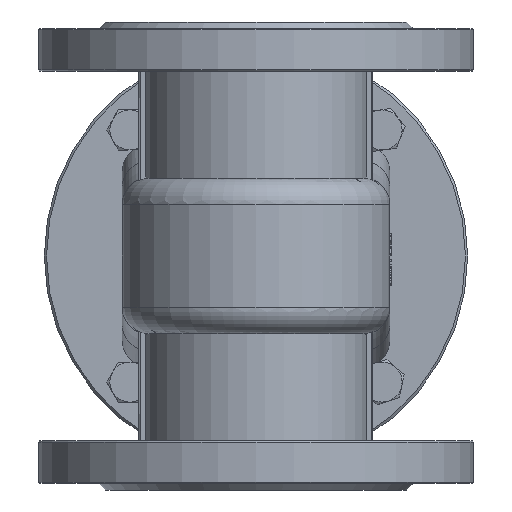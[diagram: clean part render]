
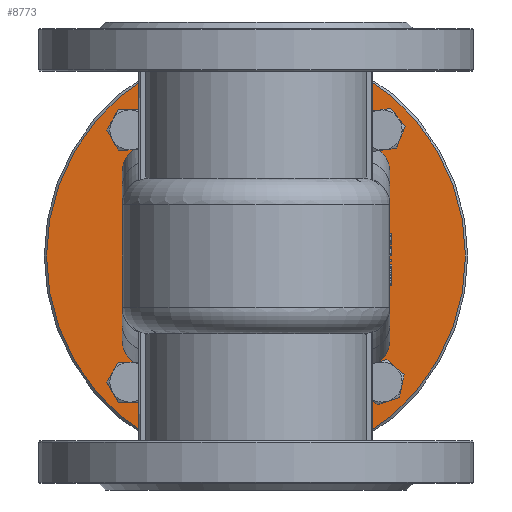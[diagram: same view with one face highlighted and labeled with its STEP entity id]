
A CAD part, front view. The second image highlights one B-rep face of the part: STEP entity #8773.
In plain terms, the highlighted planar face has unit normal (0, -1, 0).
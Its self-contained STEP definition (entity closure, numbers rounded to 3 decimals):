
#184=ELLIPSE('',#9724,12.369,12.);
#185=ELLIPSE('',#9725,12.369,12.);
#186=ELLIPSE('',#9726,12.369,12.);
#187=ELLIPSE('',#9727,12.369,12.);
#254=FACE_BOUND('',#2636,.T.);
#255=FACE_BOUND('',#2637,.T.);
#256=FACE_BOUND('',#2638,.T.);
#257=FACE_BOUND('',#2639,.T.);
#258=FACE_BOUND('',#2640,.T.);
#385=PLANE('',#9719);
#781=LINE('',#14789,#1375);
#782=LINE('',#14793,#1376);
#783=LINE('',#14797,#1377);
#784=LINE('',#14801,#1378);
#1375=VECTOR('',#11500,10.);
#1376=VECTOR('',#11503,10.);
#1377=VECTOR('',#11506,10.);
#1378=VECTOR('',#11509,10.);
#2097=FACE_OUTER_BOUND('',#2635,.T.);
#2635=EDGE_LOOP('',(#6846));
#2636=EDGE_LOOP('',(#6847));
#2637=EDGE_LOOP('',(#6848));
#2638=EDGE_LOOP('',(#6849));
#2639=EDGE_LOOP('',(#6850));
#2640=EDGE_LOOP('',(#6851,#6852,#6853,#6854,#6855,#6856,#6857,#6858));
#3369=CIRCLE('',#9718,94.);
#3370=CIRCLE('',#9720,6.);
#3371=CIRCLE('',#9721,6.);
#3372=CIRCLE('',#9722,6.);
#3373=CIRCLE('',#9723,6.);
#3934=VERTEX_POINT('',#14775);
#3935=VERTEX_POINT('',#14779);
#3936=VERTEX_POINT('',#14781);
#3937=VERTEX_POINT('',#14783);
#3938=VERTEX_POINT('',#14785);
#3939=VERTEX_POINT('',#14787);
#3940=VERTEX_POINT('',#14788);
#3941=VERTEX_POINT('',#14790);
#3942=VERTEX_POINT('',#14792);
#3943=VERTEX_POINT('',#14794);
#3944=VERTEX_POINT('',#14796);
#3945=VERTEX_POINT('',#14798);
#3946=VERTEX_POINT('',#14800);
#4952=EDGE_CURVE('',#3934,#3934,#3369,.T.);
#4953=EDGE_CURVE('',#3935,#3935,#3370,.T.);
#4954=EDGE_CURVE('',#3936,#3936,#3371,.T.);
#4955=EDGE_CURVE('',#3937,#3937,#3372,.T.);
#4956=EDGE_CURVE('',#3938,#3938,#3373,.T.);
#4957=EDGE_CURVE('',#3939,#3940,#781,.T.);
#4958=EDGE_CURVE('',#3940,#3941,#184,.T.);
#4959=EDGE_CURVE('',#3942,#3941,#782,.T.);
#4960=EDGE_CURVE('',#3943,#3942,#185,.T.);
#4961=EDGE_CURVE('',#3944,#3943,#783,.T.);
#4962=EDGE_CURVE('',#3945,#3944,#186,.T.);
#4963=EDGE_CURVE('',#3946,#3945,#784,.T.);
#4964=EDGE_CURVE('',#3946,#3939,#187,.T.);
#6846=ORIENTED_EDGE('',*,*,#4952,.F.);
#6847=ORIENTED_EDGE('',*,*,#4953,.F.);
#6848=ORIENTED_EDGE('',*,*,#4954,.F.);
#6849=ORIENTED_EDGE('',*,*,#4955,.F.);
#6850=ORIENTED_EDGE('',*,*,#4956,.F.);
#6851=ORIENTED_EDGE('',*,*,#4957,.T.);
#6852=ORIENTED_EDGE('',*,*,#4958,.T.);
#6853=ORIENTED_EDGE('',*,*,#4959,.F.);
#6854=ORIENTED_EDGE('',*,*,#4960,.F.);
#6855=ORIENTED_EDGE('',*,*,#4961,.F.);
#6856=ORIENTED_EDGE('',*,*,#4962,.F.);
#6857=ORIENTED_EDGE('',*,*,#4963,.F.);
#6858=ORIENTED_EDGE('',*,*,#4964,.T.);
#8773=ADVANCED_FACE('',(#2097,#254,#255,#256,#257,#258),#385,.F.);
#9718=AXIS2_PLACEMENT_3D('',#14777,#11488,#11489);
#9719=AXIS2_PLACEMENT_3D('',#14778,#11490,#11491);
#9720=AXIS2_PLACEMENT_3D('',#14780,#11492,#11493);
#9721=AXIS2_PLACEMENT_3D('',#14782,#11494,#11495);
#9722=AXIS2_PLACEMENT_3D('',#14784,#11496,#11497);
#9723=AXIS2_PLACEMENT_3D('',#14786,#11498,#11499);
#9724=AXIS2_PLACEMENT_3D('',#14791,#11501,#11502);
#9725=AXIS2_PLACEMENT_3D('',#14795,#11504,#11505);
#9726=AXIS2_PLACEMENT_3D('',#14799,#11507,#11508);
#9727=AXIS2_PLACEMENT_3D('',#14802,#11510,#11511);
#11488=DIRECTION('center_axis',(0.,1.,0.));
#11489=DIRECTION('ref_axis',(-1.,0.,0.));
#11490=DIRECTION('center_axis',(0.,1.,0.));
#11491=DIRECTION('ref_axis',(0.,0.,1.));
#11492=DIRECTION('center_axis',(0.,-1.,0.));
#11493=DIRECTION('ref_axis',(-1.,0.,0.));
#11494=DIRECTION('center_axis',(0.,-1.,0.));
#11495=DIRECTION('ref_axis',(-1.,0.,0.));
#11496=DIRECTION('center_axis',(0.,-1.,0.));
#11497=DIRECTION('ref_axis',(-1.,0.,0.));
#11498=DIRECTION('center_axis',(0.,-1.,0.));
#11499=DIRECTION('ref_axis',(-1.,0.,0.));
#11500=DIRECTION('',(1.,0.,0.));
#11501=DIRECTION('center_axis',(0.,1.,0.));
#11502=DIRECTION('ref_axis',(0.,0.,
1.));
#11503=DIRECTION('',(0.,0.,1.));
#11504=DIRECTION('center_axis',(0.,-1.,0.));
#11505=DIRECTION('ref_axis',(0.,0.,
-1.));
#11506=DIRECTION('',(1.,0.,0.));
#11507=DIRECTION('center_axis',(0.,-1.,0.));
#11508=DIRECTION('ref_axis',(0.,0.,
-1.));
#11509=DIRECTION('',(0.,0.,-1.));
#11510=DIRECTION('center_axis',(0.,1.,0.));
#11511=DIRECTION('ref_axis',(0.,0.,
1.));
#14775=CARTESIAN_POINT('',(94.,130.,105.));
#14777=CARTESIAN_POINT('Origin',(0.,130.,105.));
#14778=CARTESIAN_POINT('Origin',(0.,130.,105.));
#14779=CARTESIAN_POINT('',(62.569,130.,48.431));
#14780=CARTESIAN_POINT('Origin',(56.569,130.,48.431));
#14781=CARTESIAN_POINT('',(-50.569,130.,48.431));
#14782=CARTESIAN_POINT('Origin',(-56.569,130.,48.431));
#14783=CARTESIAN_POINT('',(-50.569,130.,161.569));
#14784=CARTESIAN_POINT('Origin',(-56.569,130.,161.569));
#14785=CARTESIAN_POINT('',(62.569,130.,161.569));
#14786=CARTESIAN_POINT('Origin',(56.569,130.,161.569));
#14787=CARTESIAN_POINT('',(-48.,130.,155.));
#14788=CARTESIAN_POINT('',(48.,130.,155.));
#14789=CARTESIAN_POINT('',(0.,130.,155.));
#14790=CARTESIAN_POINT('',(60.,130.,142.631));
#14791=CARTESIAN_POINT('Origin',(48.,130.,142.631));
#14792=CARTESIAN_POINT('',(60.,130.,67.369));
#14793=CARTESIAN_POINT('',(60.,130.,105.));
#14794=CARTESIAN_POINT('',(48.,130.,55.));
#14795=CARTESIAN_POINT('Origin',(48.,130.,67.369));
#14796=CARTESIAN_POINT('',(-48.,130.,55.));
#14797=CARTESIAN_POINT('',(0.,130.,55.));
#14798=CARTESIAN_POINT('',(-60.,130.,67.369));
#14799=CARTESIAN_POINT('Origin',(-48.,130.,67.369));
#14800=CARTESIAN_POINT('',(-60.,130.,142.631));
#14801=CARTESIAN_POINT('',(-60.,130.,105.));
#14802=CARTESIAN_POINT('Origin',(-48.,130.,142.631));
